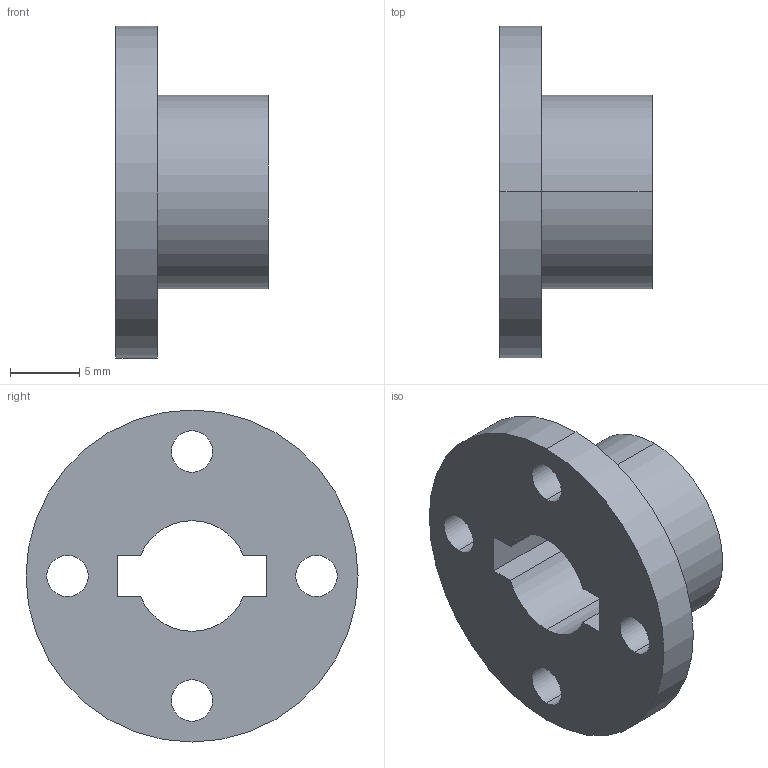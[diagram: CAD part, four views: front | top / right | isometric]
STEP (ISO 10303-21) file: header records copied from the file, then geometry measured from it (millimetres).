
FILE_DESCRIPTION (( 'STEP AP214' ), '1' );
FILE_NAME ('flange_transmission_j2_soarm_moce.STEP', '2026-02-21T18:05:08', ( '' ), ( '' ), 'SwSTEP 2.0', 'SolidWorks 2024', '' );
FILE_SCHEMA (( 'AUTOMOTIVE_DESIGN' ));
Length unit declared in the file: millimetre
Products named in the file (1): flange_transmission_j2_soarm_moce
Bounding box: 11 x 24 x 24 mm (x, y, z)
Volume: 1852.2 mm3; surface area: 1770.1 mm2
Topology: 1 solids, 1 shells, 24 faces, 63 edges, 42 vertices
Faces by surface type: cylinder 15, plane 9
Entity records: 800 total; most frequent: DIRECTION 143, CARTESIAN_POINT 130, ORIENTED_EDGE 126, EDGE_CURVE 63, AXIS2_PLACEMENT_3D 55, VERTEX_POINT 42, EDGE_LOOP 35, LINE 33
